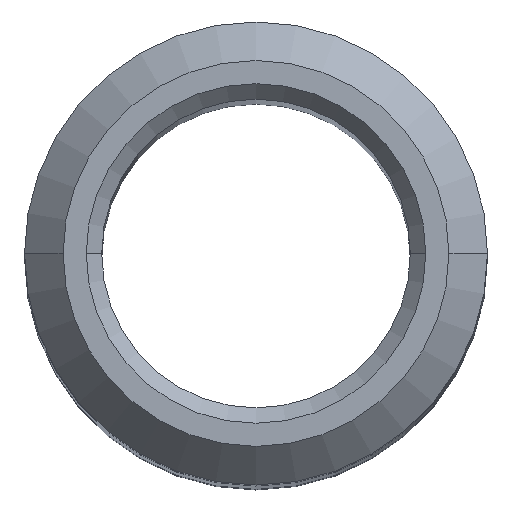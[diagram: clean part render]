
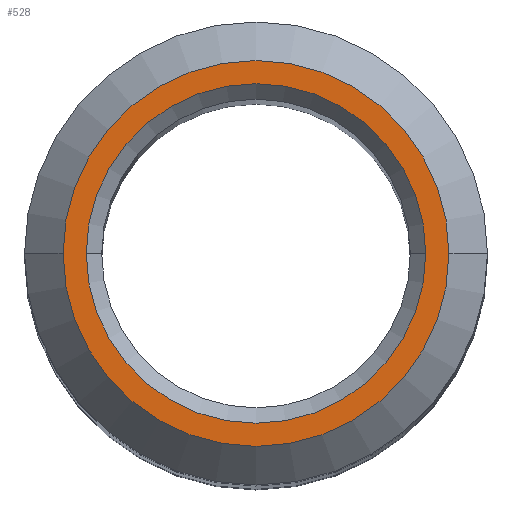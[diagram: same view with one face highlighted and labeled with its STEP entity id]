
A CAD part, top view. The second image highlights one B-rep face of the part: STEP entity #528.
In plain terms, the highlighted planar face has unit normal (0, 0, 1).
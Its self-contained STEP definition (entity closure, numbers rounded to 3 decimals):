
#27 = DIRECTION ( 'NONE',  ( 1., 0., 0. ) ) ;
#39 = DIRECTION ( 'NONE',  ( 0., 0., 1. ) ) ;
#51 = ORIENTED_EDGE ( 'NONE', *, *, #224, .T. ) ;
#61 = VERTEX_POINT ( 'NONE', #866 ) ;
#62 = CIRCLE ( 'NONE', #780, 2.5 ) ;
#102 = ORIENTED_EDGE ( 'NONE', *, *, #1109, .T. ) ;
#117 = FACE_BOUND ( 'NONE', #649, .T. ) ;
#124 = FACE_OUTER_BOUND ( 'NONE', #573, .T. ) ;
#158 = AXIS2_PLACEMENT_3D ( 'NONE', #991, #931, #700 ) ;
#186 = AXIS2_PLACEMENT_3D ( 'NONE', #415, #285, #1095 ) ;
#196 = DIRECTION ( 'NONE',  ( 0., 0., -1. ) ) ;
#224 = EDGE_CURVE ( 'NONE', #892, #614, #765, .T. ) ;
#249 = DIRECTION ( 'NONE',  ( 0., 0., 1. ) ) ;
#285 = DIRECTION ( 'NONE',  ( 0., 0., 1. ) ) ;
#330 = CARTESIAN_POINT ( 'NONE',  ( 0., 0., 0. ) ) ;
#409 = ORIENTED_EDGE ( 'NONE', *, *, #463, .T. ) ;
#415 = CARTESIAN_POINT ( 'NONE',  ( 0., 0., 0. ) ) ;
#419 = EDGE_CURVE ( 'NONE', #614, #892, #893, .T. ) ;
#447 = CIRCLE ( 'NONE', #655, 2.5 ) ;
#463 = EDGE_CURVE ( 'NONE', #957, #61, #447, .T. ) ;
#486 = CARTESIAN_POINT ( 'NONE',  ( -2.2, 0., 0. ) ) ;
#521 = PLANE ( 'NONE',  #186 ) ;
#528 = ADVANCED_FACE ( 'NONE', ( #117, #124 ), #521, .T. ) ;
#553 = CARTESIAN_POINT ( 'NONE',  ( 2.2, 0., 0. ) ) ;
#573 = EDGE_LOOP ( 'NONE', ( #409, #102 ) ) ;
#582 = CARTESIAN_POINT ( 'NONE',  ( 0., 0., 0. ) ) ;
#614 = VERTEX_POINT ( 'NONE', #486 ) ;
#649 = EDGE_LOOP ( 'NONE', ( #51, #856 ) ) ;
#655 = AXIS2_PLACEMENT_3D ( 'NONE', #582, #249, #27 ) ;
#700 = DIRECTION ( 'NONE',  ( 1., 0., 0. ) ) ;
#765 = CIRCLE ( 'NONE', #158, 2.2 ) ;
#780 = AXIS2_PLACEMENT_3D ( 'NONE', #330, #39, #1006 ) ;
#795 = AXIS2_PLACEMENT_3D ( 'NONE', #834, #196, #1016 ) ;
#834 = CARTESIAN_POINT ( 'NONE',  ( 0., 0., 0. ) ) ;
#837 = CARTESIAN_POINT ( 'NONE',  ( -2.5, 0., 0. ) ) ;
#856 = ORIENTED_EDGE ( 'NONE', *, *, #419, .T. ) ;
#866 = CARTESIAN_POINT ( 'NONE',  ( 2.5, 0., 0. ) ) ;
#892 = VERTEX_POINT ( 'NONE', #553 ) ;
#893 = CIRCLE ( 'NONE', #795, 2.2 ) ;
#931 = DIRECTION ( 'NONE',  ( 0., 0., -1. ) ) ;
#957 = VERTEX_POINT ( 'NONE', #837 ) ;
#991 = CARTESIAN_POINT ( 'NONE',  ( 0., 0., 0. ) ) ;
#1006 = DIRECTION ( 'NONE',  ( 1., 0., 0. ) ) ;
#1016 = DIRECTION ( 'NONE',  ( 1., 0., 0. ) ) ;
#1095 = DIRECTION ( 'NONE',  ( 1., 0., 0. ) ) ;
#1109 = EDGE_CURVE ( 'NONE', #61, #957, #62, .T. ) ;
